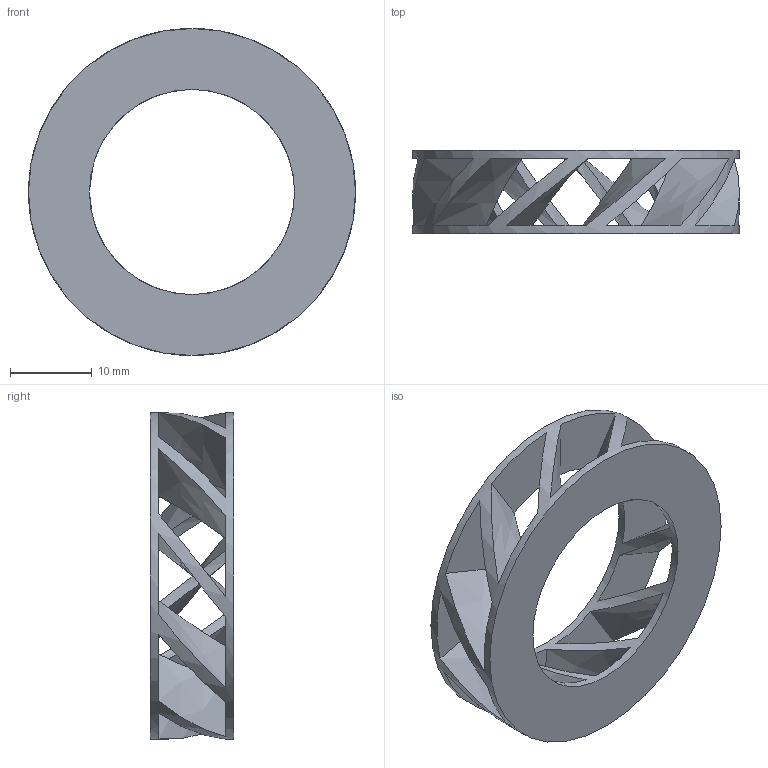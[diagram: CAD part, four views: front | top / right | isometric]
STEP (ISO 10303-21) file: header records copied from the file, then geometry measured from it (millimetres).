
FILE_DESCRIPTION(/* description */ (''),/* implementation_level */ '2;1');
FILE_NAME(/* name */ 'spring.step',/* time_stamp */ '2025-05-24T13:27:59+02:00',/* author */ ('klawy'),/* organization */ (''),/* preprocessor_version */ 'ST-DEVELOPER v20',/* originating_system */ 'Autodesk Inventor 2025',/* authorisation */ '');
FILE_SCHEMA (('AUTOMOTIVE_DESIGN { 1 0 10303 214 3 1 1 }'));
Length unit declared in the file: millimetre
Products named in the file (1): spring
Bounding box: 40 x 10.2 x 40 mm (x, y, z)
Volume: 2773.1 mm3; surface area: 5238.1 mm2
Topology: 1 solids, 1 shells, 44 faces, 138 edges, 92 vertices
Faces by surface type: plane 22, bspline 20, cylinder 2
Full cylindrical faces by diameter (mm): 25.1 x1, 40 x1
Entity records: 2041 total; most frequent: CARTESIAN_POINT 907, ORIENTED_EDGE 276, DIRECTION 152, EDGE_CURVE 138, VERTEX_POINT 92, B_SPLINE_CURVE_WITH_KNOTS 84, AXIS2_PLACEMENT_3D 73, EDGE_LOOP 62
